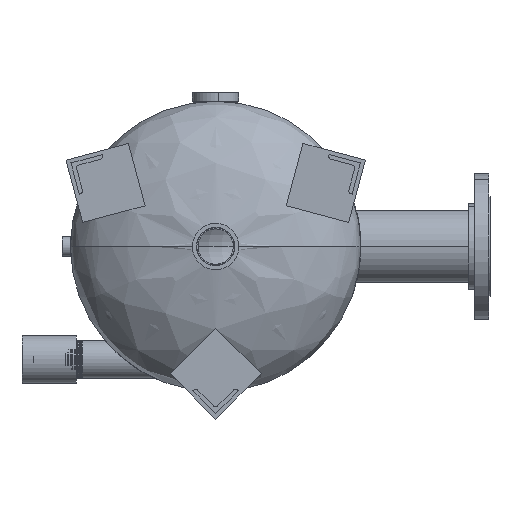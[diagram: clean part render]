
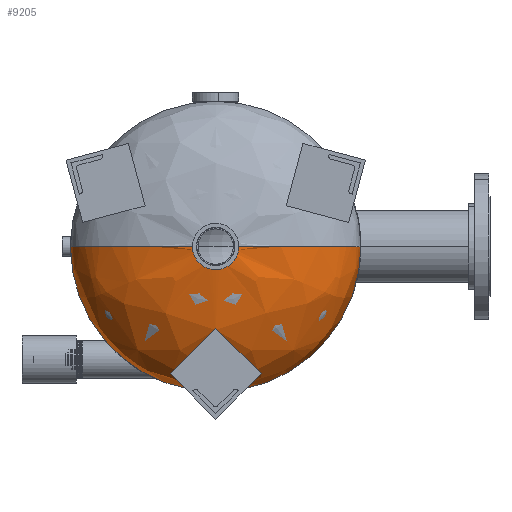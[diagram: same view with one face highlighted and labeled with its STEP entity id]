
A CAD part, front view. The second image highlights one B-rep face of the part: STEP entity #9205.
In plain terms, the highlighted free-form (B-spline) face has degree [3, 3] with [4, 4] control points.
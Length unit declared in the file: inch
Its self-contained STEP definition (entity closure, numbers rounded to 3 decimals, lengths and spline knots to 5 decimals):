
#182 = CARTESIAN_POINT ( 'NONE',  ( 9., 0.7005, 0. ) ) ;
#208 =( BOUNDED_SURFACE ( )  B_SPLINE_SURFACE ( 3, 3, ( 
 ( #4073, #12922, #13952, #4000 ),
 ( #11962, #4218, #2048, #2986 ),
 ( #8337, #6239, #588, #10741 ),
 ( #2919, #11818, #10587, #3067 ) ),
 .UNSPECIFIED., .F., .F., .F. ) 
 B_SPLINE_SURFACE_WITH_KNOTS ( ( 4, 4 ),
 ( 4, 4 ),
 ( 0., 1. ),
 ( 0., 1. ),
 .UNSPECIFIED. ) 
 GEOMETRIC_REPRESENTATION_ITEM ( )  RATIONAL_B_SPLINE_SURFACE ( (
 ( 1., 0.333, 0.333, 1.),
 ( 0.838, 0.279, 0.279, 0.838),
 ( 0.838, 0.279, 0.279, 0.838),
 ( 1., 0.333, 0.333, 1.) ) ) 
 REPRESENTATION_ITEM ( '' )  SURFACE ( )  );
#588 = CARTESIAN_POINT ( 'NONE',  ( 5.94191, 4.87467, -11.88382 ) ) ;
#821 = EDGE_LOOP ( 'NONE', ( #12944, #8274, #12650, #3839, #11472 ) ) ;
#857 = VERTEX_POINT ( 'NONE', #182 ) ;
#1486 = CARTESIAN_POINT ( 'NONE',  ( 9., 0.7005, 0. ) ) ;
#2048 = CARTESIAN_POINT ( 'NONE',  ( 9., 3.07635, -18. ) ) ;
#2431 = CARTESIAN_POINT ( 'NONE',  ( -5.94191, 4.87467, 0. ) ) ;
#2449 = CARTESIAN_POINT ( 'NONE',  ( 0., 0.7005, 0. ) ) ;
#2629 = AXIS2_PLACEMENT_3D ( 'NONE', #7818, #10917, #4411 ) ;
#2919 = CARTESIAN_POINT ( 'NONE',  ( -1.3125, 5.22115, 0. ) ) ;
#2986 = CARTESIAN_POINT ( 'NONE',  ( 9., 3.07635, 0. ) ) ;
#3067 = CARTESIAN_POINT ( 'NONE',  ( 1.3125, 5.22115, 0. ) ) ;
#3188 =( BOUNDED_CURVE ( )  B_SPLINE_CURVE ( 3, ( #1486, #9158, #8053, #7055 ),
 .UNSPECIFIED., .F., .F. ) 
 B_SPLINE_CURVE_WITH_KNOTS ( ( 4, 4 ),
 ( 3.14159, 4.56603 ),
 .UNSPECIFIED. ) 
 CURVE ( )  GEOMETRIC_REPRESENTATION_ITEM ( )  RATIONAL_B_SPLINE_CURVE ( ( 1., 0.838, 0.838, 1. ) ) 
 REPRESENTATION_ITEM ( '' )  );
#3244 = CARTESIAN_POINT ( 'NONE',  ( -9., 0.7005, 0. ) ) ;
#3827 = CARTESIAN_POINT ( 'NONE',  ( 1.3125, 5.22115, 0. ) ) ;
#3839 = ORIENTED_EDGE ( 'NONE', *, *, #13258, .F. ) ;
#4000 = CARTESIAN_POINT ( 'NONE',  ( 9., 0.7005, 0. ) ) ;
#4073 = CARTESIAN_POINT ( 'NONE',  ( -9., 0.7005, 0. ) ) ;
#4218 = CARTESIAN_POINT ( 'NONE',  ( -9., 3.07635, -18. ) ) ;
#4411 = DIRECTION ( 'NONE',  ( 1., 0., 0. ) ) ;
#5389 = AXIS2_PLACEMENT_3D ( 'NONE', #2449, #10187, #11058 ) ;
#6239 = CARTESIAN_POINT ( 'NONE',  ( -5.94191, 4.87467, -11.88382 ) ) ;
#6846 = CARTESIAN_POINT ( 'NONE',  ( -9., 3.07635, 0. ) ) ;
#7055 = CARTESIAN_POINT ( 'NONE',  ( 1.3125, 5.22115, 0. ) ) ;
#7555 = FACE_OUTER_BOUND ( 'NONE', #821, .T. ) ;
#7628 =( BOUNDED_CURVE ( )  B_SPLINE_CURVE ( 3, ( #7856, #6846, #2431, #7726 ),
 .UNSPECIFIED., .F., .F. ) 
 B_SPLINE_CURVE_WITH_KNOTS ( ( 4, 4 ),
 ( 3.14159, 4.56603 ),
 .UNSPECIFIED. ) 
 CURVE ( )  GEOMETRIC_REPRESENTATION_ITEM ( )  RATIONAL_B_SPLINE_CURVE ( ( 1., 0.838, 0.838, 1. ) ) 
 REPRESENTATION_ITEM ( '' )  );
#7726 = CARTESIAN_POINT ( 'NONE',  ( -1.3125, 5.22115, 0. ) ) ;
#7818 = CARTESIAN_POINT ( 'NONE',  ( 0., 5.22115, 0. ) ) ;
#7856 = CARTESIAN_POINT ( 'NONE',  ( -9., 0.7005, 0. ) ) ;
#8053 = CARTESIAN_POINT ( 'NONE',  ( 5.94191, 4.87467, 0. ) ) ;
#8274 = ORIENTED_EDGE ( 'NONE', *, *, #13823, .T. ) ;
#8337 = CARTESIAN_POINT ( 'NONE',  ( -5.94191, 4.87467, 0. ) ) ;
#8639 = CIRCLE ( 'NONE', #2629, 1.3125 ) ;
#9158 = CARTESIAN_POINT ( 'NONE',  ( 9., 3.07635, 0. ) ) ;
#9205 = ADVANCED_FACE ( 'NONE', ( #7555 ), #208, .T. ) ;
#9526 = EDGE_CURVE ( 'NONE', #10158, #10319, #8639, .T. ) ;
#10158 = VERTEX_POINT ( 'NONE', #10605 ) ;
#10187 = DIRECTION ( 'NONE',  ( 0., -1., 0. ) ) ;
#10319 = VERTEX_POINT ( 'NONE', #12192 ) ;
#10492 = DIRECTION ( 'NONE',  ( 0., 1., 0. ) ) ;
#10587 = CARTESIAN_POINT ( 'NONE',  ( 1.3125, 5.22115, -2.625 ) ) ;
#10605 = CARTESIAN_POINT ( 'NONE',  ( 0., 5.22115, -1.3125 ) ) ;
#10741 = CARTESIAN_POINT ( 'NONE',  ( 5.94191, 4.87467, 0. ) ) ;
#10917 = DIRECTION ( 'NONE',  ( 0., 1., 0. ) ) ;
#11058 = DIRECTION ( 'NONE',  ( 1., 0., 0. ) ) ;
#11436 = DIRECTION ( 'NONE',  ( 1., 0., 0. ) ) ;
#11472 = ORIENTED_EDGE ( 'NONE', *, *, #12846, .F. ) ;
#11818 = CARTESIAN_POINT ( 'NONE',  ( -1.3125, 5.22115, -2.625 ) ) ;
#11962 = CARTESIAN_POINT ( 'NONE',  ( -9., 3.07635, 0. ) ) ;
#12071 = AXIS2_PLACEMENT_3D ( 'NONE', #12737, #10492, #11436 ) ;
#12192 = CARTESIAN_POINT ( 'NONE',  ( -1.3125, 5.22115, 0. ) ) ;
#12650 = ORIENTED_EDGE ( 'NONE', *, *, #9526, .F. ) ;
#12737 = CARTESIAN_POINT ( 'NONE',  ( 0., 5.22115, 0. ) ) ;
#12846 = EDGE_CURVE ( 'NONE', #857, #13220, #3188, .T. ) ;
#12922 = CARTESIAN_POINT ( 'NONE',  ( -9., 0.7005, -18. ) ) ;
#12944 = ORIENTED_EDGE ( 'NONE', *, *, #13421, .F. ) ;
#13220 = VERTEX_POINT ( 'NONE', #3827 ) ;
#13258 = EDGE_CURVE ( 'NONE', #13220, #10158, #13490, .T. ) ;
#13343 = VERTEX_POINT ( 'NONE', #3244 ) ;
#13421 = EDGE_CURVE ( 'NONE', #13343, #857, #13948, .T. ) ;
#13490 = CIRCLE ( 'NONE', #12071, 1.3125 ) ;
#13823 = EDGE_CURVE ( 'NONE', #13343, #10319, #7628, .T. ) ;
#13948 = CIRCLE ( 'NONE', #5389, 9. ) ;
#13952 = CARTESIAN_POINT ( 'NONE',  ( 9., 0.7005, -18. ) ) ;
